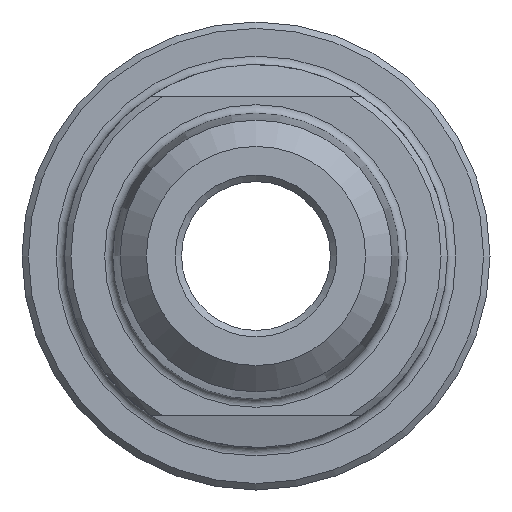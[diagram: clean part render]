
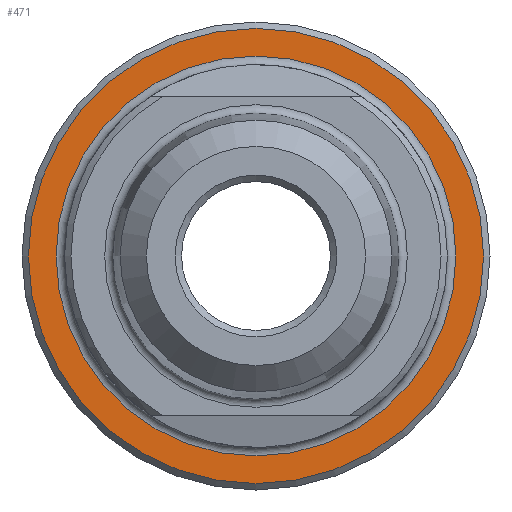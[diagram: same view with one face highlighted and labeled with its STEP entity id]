
A CAD part, left-side view. The second image highlights one B-rep face of the part: STEP entity #471.
In plain terms, the highlighted planar face has unit normal (-1, 0, 0).
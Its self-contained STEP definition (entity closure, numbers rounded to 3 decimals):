
#32=FACE_BOUND('',#93,.T.);
#42=PLANE('',#545);
#61=FACE_OUTER_BOUND('',#92,.T.);
#92=EDGE_LOOP('',(#386));
#93=EDGE_LOOP('',(#387));
#170=CIRCLE('',#541,10.7);
#173=CIRCLE('',#546,9.4);
#221=VERTEX_POINT('',#839);
#224=VERTEX_POINT('',#849);
#279=EDGE_CURVE('',#221,#221,#170,.T.);
#283=EDGE_CURVE('',#224,#224,#173,.T.);
#386=ORIENTED_EDGE('',*,*,#279,.F.);
#387=ORIENTED_EDGE('',*,*,#283,.F.);
#471=ADVANCED_FACE('',(#61,#32),#42,.T.);
#541=AXIS2_PLACEMENT_3D('',#841,#667,#668);
#545=AXIS2_PLACEMENT_3D('',#848,#676,#677);
#546=AXIS2_PLACEMENT_3D('',#850,#678,#679);
#667=DIRECTION('center_axis',(1.,0.,0.));
#668=DIRECTION('ref_axis',(0.,-1.,0.));
#676=DIRECTION('center_axis',(-1.,0.,0.));
#677=DIRECTION('ref_axis',(0.,0.,1.));
#678=DIRECTION('center_axis',(-1.,0.,0.));
#679=DIRECTION('ref_axis',(0.,-1.,0.));
#839=CARTESIAN_POINT('',(-8.,10.7,0.));
#841=CARTESIAN_POINT('Origin',(-8.,0.,0.));
#848=CARTESIAN_POINT('Origin',(-8.,11.,0.));
#849=CARTESIAN_POINT('',(-8.,0.,9.4));
#850=CARTESIAN_POINT('Origin',(-8.,0.,0.));
